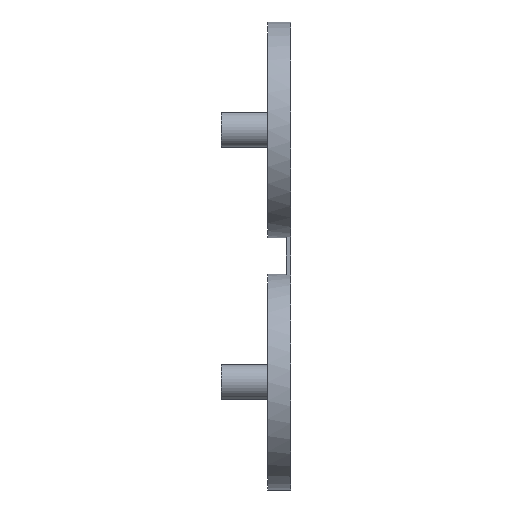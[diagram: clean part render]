
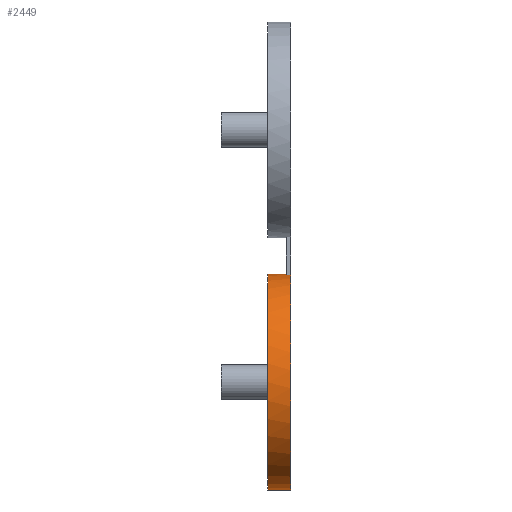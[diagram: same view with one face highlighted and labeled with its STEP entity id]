
A CAD part, left-side view. The second image highlights one B-rep face of the part: STEP entity #2449.
In plain terms, the highlighted cylindrical face has radius 18.5 mm (diameter 37 mm), a partial arc.
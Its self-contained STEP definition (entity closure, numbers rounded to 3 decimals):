
#112 = CARTESIAN_POINT ( 'NONE',  ( 0.609, 4., -17.577 ) ) ;
#146 = AXIS2_PLACEMENT_3D ( 'NONE', #979, #2498, #4874 ) ;
#314 = EDGE_CURVE ( 'NONE', #1110, #1804, #955, .T. ) ;
#452 = EDGE_CURVE ( 'NONE', #797, #782, #4995, .T. ) ;
#472 = LINE ( 'NONE', #112, #4150 ) ;
#551 = CARTESIAN_POINT ( 'NONE',  ( -1.517, 0., 19.3 ) ) ;
#590 = DIRECTION ( 'NONE',  ( 0., 0., -1. ) ) ;
#782 = VERTEX_POINT ( 'NONE', #3764 ) ;
#797 = VERTEX_POINT ( 'NONE', #551 ) ;
#819 = CARTESIAN_POINT ( 'NONE',  ( 0.609, 4., 19.423 ) ) ;
#843 = ORIENTED_EDGE ( 'NONE', *, *, #2709, .F. ) ;
#955 = LINE ( 'NONE', #4873, #2663 ) ;
#979 = CARTESIAN_POINT ( 'NONE',  ( 0.609, 4., 0.923 ) ) ;
#1026 = AXIS2_PLACEMENT_3D ( 'NONE', #3869, #1033, #4214 ) ;
#1033 = DIRECTION ( 'NONE',  ( 0., -1., 0. ) ) ;
#1110 = VERTEX_POINT ( 'NONE', #819 ) ;
#1452 = ORIENTED_EDGE ( 'NONE', *, *, #4375, .T. ) ;
#1589 = CYLINDRICAL_SURFACE ( 'NONE', #3893, 18.5 ) ;
#1663 = DIRECTION ( 'NONE',  ( 0., -1., 0. ) ) ;
#1804 = VERTEX_POINT ( 'NONE', #4192 ) ;
#1819 = AXIS2_PLACEMENT_3D ( 'NONE', #2181, #3039, #590 ) ;
#1822 = LINE ( 'NONE', #2338, #1895 ) ;
#1895 = VECTOR ( 'NONE', #4665, 1000. ) ;
#2034 = FACE_OUTER_BOUND ( 'NONE', #3519, .T. ) ;
#2115 = ORIENTED_EDGE ( 'NONE', *, *, #4687, .T. ) ;
#2181 = CARTESIAN_POINT ( 'NONE',  ( 0.609, 0., 0.923 ) ) ;
#2336 = EDGE_CURVE ( 'NONE', #2552, #797, #1822, .T. ) ;
#2338 = CARTESIAN_POINT ( 'NONE',  ( -1.517, 4., 19.3 ) ) ;
#2449 = ADVANCED_FACE ( 'NONE', ( #2034 ), #1589, .T. ) ;
#2498 = DIRECTION ( 'NONE',  ( 0., -1., 0. ) ) ;
#2519 = ORIENTED_EDGE ( 'NONE', *, *, #452, .F. ) ;
#2552 = VERTEX_POINT ( 'NONE', #4797 ) ;
#2663 = VECTOR ( 'NONE', #1663, 1000. ) ;
#2709 = EDGE_CURVE ( 'NONE', #1804, #2552, #4109, .T. ) ;
#2866 = CARTESIAN_POINT ( 'NONE',  ( 0.609, 4., -17.577 ) ) ;
#3039 = DIRECTION ( 'NONE',  ( 0., -1., 0. ) ) ;
#3205 = CARTESIAN_POINT ( 'NONE',  ( 0.609, 4., 0.923 ) ) ;
#3244 = VERTEX_POINT ( 'NONE', #2866 ) ;
#3260 = DIRECTION ( 'NONE',  ( 0., 0., -1. ) ) ;
#3516 = ORIENTED_EDGE ( 'NONE', *, *, #2336, .F. ) ;
#3519 = EDGE_LOOP ( 'NONE', ( #3740, #2115, #1452, #2519, #3516, #843 ) ) ;
#3740 = ORIENTED_EDGE ( 'NONE', *, *, #314, .F. ) ;
#3764 = CARTESIAN_POINT ( 'NONE',  ( 0.609, 0., -17.577 ) ) ;
#3869 = CARTESIAN_POINT ( 'NONE',  ( 0.609, 0.8, 0.923 ) ) ;
#3893 = AXIS2_PLACEMENT_3D ( 'NONE', #3205, #4743, #3260 ) ;
#4109 = CIRCLE ( 'NONE', #1026, 18.5 ) ;
#4150 = VECTOR ( 'NONE', #4501, 1000. ) ;
#4192 = CARTESIAN_POINT ( 'NONE',  ( 0.609, 0.8, 19.423 ) ) ;
#4214 = DIRECTION ( 'NONE',  ( 0., 0., 1. ) ) ;
#4375 = EDGE_CURVE ( 'NONE', #3244, #782, #472, .T. ) ;
#4501 = DIRECTION ( 'NONE',  ( 0., -1., 0. ) ) ;
#4665 = DIRECTION ( 'NONE',  ( 0., -1., 0. ) ) ;
#4687 = EDGE_CURVE ( 'NONE', #1110, #3244, #5061, .T. ) ;
#4743 = DIRECTION ( 'NONE',  ( 0., -1., 0. ) ) ;
#4797 = CARTESIAN_POINT ( 'NONE',  ( -1.517, 0.8, 19.3 ) ) ;
#4873 = CARTESIAN_POINT ( 'NONE',  ( 0.609, 4., 19.423 ) ) ;
#4874 = DIRECTION ( 'NONE',  ( 0., 0., -1. ) ) ;
#4995 = CIRCLE ( 'NONE', #1819, 18.5 ) ;
#5061 = CIRCLE ( 'NONE', #146, 18.5 ) ;
